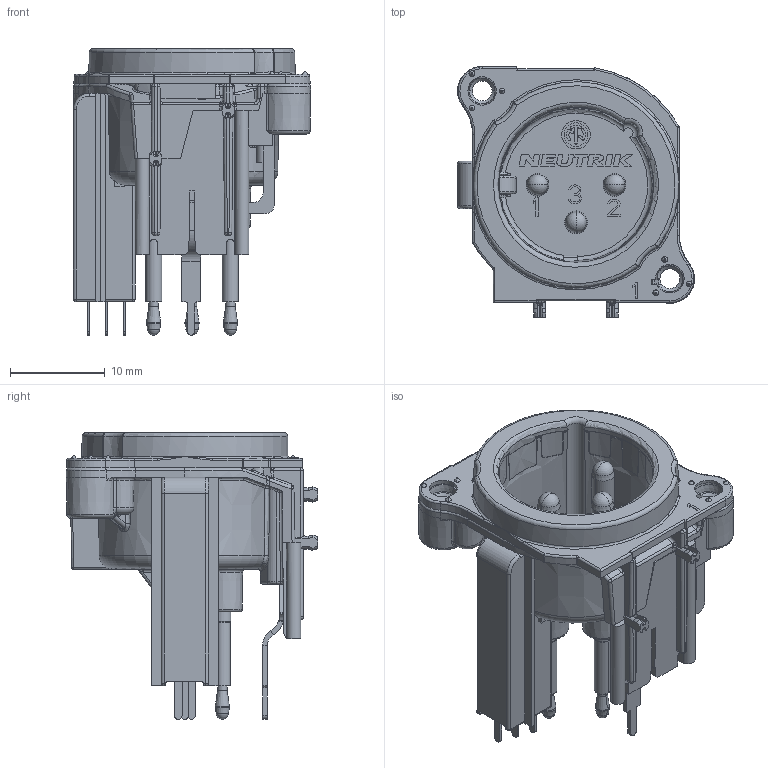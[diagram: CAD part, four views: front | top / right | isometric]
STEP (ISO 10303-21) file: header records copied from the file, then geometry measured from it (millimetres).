
FILE_DESCRIPTION((''),'2;1');
FILE_NAME('30011360','2024-03-22T10:18:15',('SYSTEM'),(''),'CREO PARAMETRIC BY PTC INC, 2021184','CREO PARAMETRIC BY PTC INC, 2021184','');
FILE_SCHEMA(('CONFIG_CONTROL_DESIGN'));
Products named in the file (1): 30011360
Bounding box: 25 x 26.5 x 30.21 mm (x, y, z)
Volume: 3376.5 mm3; surface area: 4667.3 mm2
Topology: 1 solids, 1 shells, 1341 faces, 3449 edges, 2107 vertices
Faces by surface type: plane 496, cylinder 301, bspline 228, sphere 104, torus 103, cone 79, extrusion 30
Entity records: 48570 total; most frequent: CARTESIAN_POINT 17911, ORIENTED_EDGE 6838, DIRECTION 5824, EDGE_CURVE 3419, AXIS2_PLACEMENT_3D 2112, VERTEX_POINT 2107, VECTOR 1600, LINE 1570
